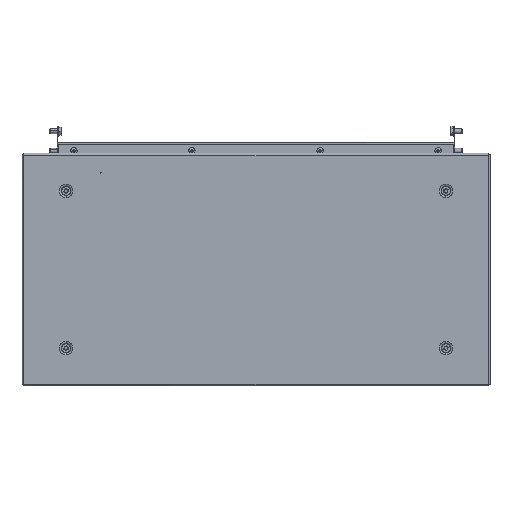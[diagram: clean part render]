
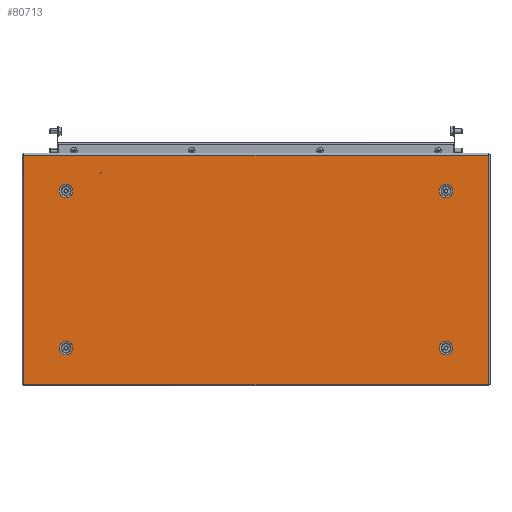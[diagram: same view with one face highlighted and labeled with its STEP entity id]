
A CAD part, top view. The second image highlights one B-rep face of the part: STEP entity #80713.
In plain terms, the highlighted planar face has unit normal (0, 0, 1).
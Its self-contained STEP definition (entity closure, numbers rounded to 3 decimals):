
#1288 = DIRECTION ( 'NONE',  ( 0., -1., 0. ) ) ;
#1706 = FACE_BOUND ( 'NONE', #51656, .T. ) ;
#2183 = CARTESIAN_POINT ( 'NONE',  ( 241.5, 108.443, 0. ) ) ;
#2248 = EDGE_LOOP ( 'NONE', ( #49926, #13827 ) ) ;
#3013 = EDGE_LOOP ( 'NONE', ( #17277, #24129 ) ) ;
#4868 = AXIS2_PLACEMENT_3D ( 'NONE', #55882, #17715, #62355 ) ;
#4906 = CIRCLE ( 'NONE', #4868, 8.443 ) ;
#6442 = EDGE_LOOP ( 'NONE', ( #68648, #41440 ) ) ;
#6446 = CIRCLE ( 'NONE', #31273, 8.443 ) ;
#7345 = AXIS2_PLACEMENT_3D ( 'NONE', #10601, #66933, #42648 ) ;
#8893 = DIRECTION ( 'NONE',  ( -1., 0., 0. ) ) ;
#8997 = VECTOR ( 'NONE', #48598, 1000. ) ;
#9122 = CARTESIAN_POINT ( 'NONE',  ( -197.5, 123., 0. ) ) ;
#10118 = CARTESIAN_POINT ( 'NONE',  ( 295.1, -146.529, 0. ) ) ;
#10601 = CARTESIAN_POINT ( 'NONE',  ( 241.5, 100., 0. ) ) ;
#12264 = AXIS2_PLACEMENT_3D ( 'NONE', #43614, #56135, #43348 ) ;
#12602 = EDGE_CURVE ( 'NONE', #82417, #33410, #37381, .T. ) ;
#13685 = DIRECTION ( 'NONE',  ( 0., 1., 0. ) ) ;
#13824 = CARTESIAN_POINT ( 'NONE',  ( 295.1, 145.6, 0. ) ) ;
#13827 = ORIENTED_EDGE ( 'NONE', *, *, #58414, .F. ) ;
#15263 = DIRECTION ( 'NONE',  ( 0., 0., -1. ) ) ;
#15580 = DIRECTION ( 'NONE',  ( 0., 0., 1. ) ) ;
#15893 = VERTEX_POINT ( 'NONE', #69750 ) ;
#16867 = EDGE_CURVE ( 'NONE', #50246, #58973, #55897, .T. ) ;
#17255 = CARTESIAN_POINT ( 'NONE',  ( -197., 123., 0. ) ) ;
#17277 = ORIENTED_EDGE ( 'NONE', *, *, #51018, .F. ) ;
#17451 = AXIS2_PLACEMENT_3D ( 'NONE', #78110, #58087, #33335 ) ;
#17496 = CARTESIAN_POINT ( 'NONE',  ( -295.1, -145.6, 0. ) ) ;
#17580 = CARTESIAN_POINT ( 'NONE',  ( -295.1, 145.6, 0. ) ) ;
#17715 = DIRECTION ( 'NONE',  ( 0., 0., 1. ) ) ;
#18337 = CARTESIAN_POINT ( 'NONE',  ( -296.029, -145.6, 0. ) ) ;
#18675 = FACE_BOUND ( 'NONE', #61870, .T. ) ;
#19044 = ORIENTED_EDGE ( 'NONE', *, *, #49795, .T. ) ;
#20959 = CIRCLE ( 'NONE', #67776, 0.5 ) ;
#21477 = VECTOR ( 'NONE', #8893, 1000. ) ;
#22061 = DIRECTION ( 'NONE',  ( 0., 0., 1. ) ) ;
#23840 = DIRECTION ( 'NONE',  ( 1., 0., 0. ) ) ;
#24129 = ORIENTED_EDGE ( 'NONE', *, *, #33374, .F. ) ;
#25952 = AXIS2_PLACEMENT_3D ( 'NONE', #9122, #15263, #72633 ) ;
#26107 = VERTEX_POINT ( 'NONE', #60554 ) ;
#26958 = CIRCLE ( 'NONE', #47065, 8.443 ) ;
#26967 = CIRCLE ( 'NONE', #75326, 8.443 ) ;
#27238 = ORIENTED_EDGE ( 'NONE', *, *, #12602, .T. ) ;
#27500 = CARTESIAN_POINT ( 'NONE',  ( -241.5, 108.443, 0. ) ) ;
#27865 = ORIENTED_EDGE ( 'NONE', *, *, #36935, .T. ) ;
#29342 = VERTEX_POINT ( 'NONE', #80326 ) ;
#30081 = DIRECTION ( 'NONE',  ( 1., 0., 0. ) ) ;
#30800 = VERTEX_POINT ( 'NONE', #40194 ) ;
#31197 = DIRECTION ( 'NONE',  ( -1., 0., 0. ) ) ;
#31273 = AXIS2_PLACEMENT_3D ( 'NONE', #81602, #82427, #62725 ) ;
#31441 = ORIENTED_EDGE ( 'NONE', *, *, #72977, .T. ) ;
#31659 = FACE_BOUND ( 'NONE', #6442, .T. ) ;
#31838 = EDGE_LOOP ( 'NONE', ( #66997, #19044, #60689, #31441 ) ) ;
#32386 = CARTESIAN_POINT ( 'NONE',  ( -241.5, 100., 0. ) ) ;
#33335 = DIRECTION ( 'NONE',  ( 0., 1., 0. ) ) ;
#33374 = EDGE_CURVE ( 'NONE', #30800, #58755, #4906, .T. ) ;
#33410 = VERTEX_POINT ( 'NONE', #57507 ) ;
#36935 = EDGE_CURVE ( 'NONE', #33410, #82417, #20959, .T. ) ;
#37154 = VERTEX_POINT ( 'NONE', #27500 ) ;
#37381 = CIRCLE ( 'NONE', #25952, 0.5 ) ;
#37883 = CARTESIAN_POINT ( 'NONE',  ( -197.5, 123., 0. ) ) ;
#40194 = CARTESIAN_POINT ( 'NONE',  ( 241.5, 91.557, 0. ) ) ;
#40699 = CARTESIAN_POINT ( 'NONE',  ( 241.5, -100., 0. ) ) ;
#41440 = ORIENTED_EDGE ( 'NONE', *, *, #63408, .F. ) ;
#42127 = DIRECTION ( 'NONE',  ( 0., 1., 0. ) ) ;
#42648 = DIRECTION ( 'NONE',  ( 0., 1., 0. ) ) ;
#42771 = EDGE_CURVE ( 'NONE', #81852, #26107, #51312, .T. ) ;
#43348 = DIRECTION ( 'NONE',  ( 0., 1., 0. ) ) ;
#43614 = CARTESIAN_POINT ( 'NONE',  ( -241.5, 100., 0. ) ) ;
#45566 = EDGE_CURVE ( 'NONE', #26107, #81852, #6446, .T. ) ;
#47065 = AXIS2_PLACEMENT_3D ( 'NONE', #32386, #51583, #13685 ) ;
#47957 = ORIENTED_EDGE ( 'NONE', *, *, #45566, .F. ) ;
#48598 = DIRECTION ( 'NONE',  ( 0., 1., 0. ) ) ;
#49291 = AXIS2_PLACEMENT_3D ( 'NONE', #40699, #15580, #72139 ) ;
#49795 = EDGE_CURVE ( 'NONE', #58973, #52479, #68901, .T. ) ;
#49926 = ORIENTED_EDGE ( 'NONE', *, *, #68505, .F. ) ;
#50246 = VERTEX_POINT ( 'NONE', #17580 ) ;
#51018 = EDGE_CURVE ( 'NONE', #58755, #30800, #62522, .T. ) ;
#51312 = CIRCLE ( 'NONE', #17451, 8.443 ) ;
#51583 = DIRECTION ( 'NONE',  ( 0., 0., 1. ) ) ;
#51656 = EDGE_LOOP ( 'NONE', ( #68686, #47957 ) ) ;
#52479 = VERTEX_POINT ( 'NONE', #82107 ) ;
#53879 = CARTESIAN_POINT ( 'NONE',  ( 241.5, -108.443, 0. ) ) ;
#55882 = CARTESIAN_POINT ( 'NONE',  ( 241.5, 100., 0. ) ) ;
#55897 = LINE ( 'NONE', #65140, #67893 ) ;
#56118 = CARTESIAN_POINT ( 'NONE',  ( 0., 0., 0. ) ) ;
#56135 = DIRECTION ( 'NONE',  ( 0., 0., 1. ) ) ;
#56880 = EDGE_CURVE ( 'NONE', #37154, #15893, #63104, .T. ) ;
#57507 = CARTESIAN_POINT ( 'NONE',  ( -198., 123., 0. ) ) ;
#58087 = DIRECTION ( 'NONE',  ( 0., 0., 1. ) ) ;
#58105 = EDGE_CURVE ( 'NONE', #52479, #75124, #61874, .T. ) ;
#58414 = EDGE_CURVE ( 'NONE', #76143, #29342, #26967, .T. ) ;
#58491 = CARTESIAN_POINT ( 'NONE',  ( 296.029, 145.6, 0. ) ) ;
#58755 = VERTEX_POINT ( 'NONE', #2183 ) ;
#58973 = VERTEX_POINT ( 'NONE', #17496 ) ;
#60554 = CARTESIAN_POINT ( 'NONE',  ( -241.5, -108.443, 0. ) ) ;
#60689 = ORIENTED_EDGE ( 'NONE', *, *, #58105, .T. ) ;
#61870 = EDGE_LOOP ( 'NONE', ( #27865, #27238 ) ) ;
#61874 = LINE ( 'NONE', #10118, #8997 ) ;
#62355 = DIRECTION ( 'NONE',  ( 0., 1., 0. ) ) ;
#62411 = DIRECTION ( 'NONE',  ( 0., 0., -1. ) ) ;
#62522 = CIRCLE ( 'NONE', #7345, 8.443 ) ;
#62725 = DIRECTION ( 'NONE',  ( 0., 1., 0. ) ) ;
#63104 = CIRCLE ( 'NONE', #12264, 8.443 ) ;
#63408 = EDGE_CURVE ( 'NONE', #15893, #37154, #26958, .T. ) ;
#63565 = FACE_OUTER_BOUND ( 'NONE', #31838, .T. ) ;
#65140 = CARTESIAN_POINT ( 'NONE',  ( -295.1, 146.529, 0. ) ) ;
#65398 = AXIS2_PLACEMENT_3D ( 'NONE', #56118, #81460, #23840 ) ;
#66506 = FACE_BOUND ( 'NONE', #3013, .T. ) ;
#66933 = DIRECTION ( 'NONE',  ( 0., 0., 1. ) ) ;
#66997 = ORIENTED_EDGE ( 'NONE', *, *, #16867, .T. ) ;
#67776 = AXIS2_PLACEMENT_3D ( 'NONE', #37883, #62411, #31197 ) ;
#67893 = VECTOR ( 'NONE', #1288, 1000. ) ;
#68505 = EDGE_CURVE ( 'NONE', #29342, #76143, #76075, .T. ) ;
#68648 = ORIENTED_EDGE ( 'NONE', *, *, #56880, .F. ) ;
#68686 = ORIENTED_EDGE ( 'NONE', *, *, #42771, .F. ) ;
#68901 = LINE ( 'NONE', #18337, #77789 ) ;
#68925 = CARTESIAN_POINT ( 'NONE',  ( -241.5, -91.557, 0. ) ) ;
#69750 = CARTESIAN_POINT ( 'NONE',  ( -241.5, 91.557, 0. ) ) ;
#71361 = LINE ( 'NONE', #58491, #21477 ) ;
#72139 = DIRECTION ( 'NONE',  ( 0., 1., 0. ) ) ;
#72633 = DIRECTION ( 'NONE',  ( -1., 0., 0. ) ) ;
#72977 = EDGE_CURVE ( 'NONE', #75124, #50246, #71361, .T. ) ;
#73043 = CARTESIAN_POINT ( 'NONE',  ( 241.5, -100., 0. ) ) ;
#75124 = VERTEX_POINT ( 'NONE', #13824 ) ;
#75326 = AXIS2_PLACEMENT_3D ( 'NONE', #73043, #22061, #42127 ) ;
#76075 = CIRCLE ( 'NONE', #49291, 8.443 ) ;
#76143 = VERTEX_POINT ( 'NONE', #53879 ) ;
#76429 = FACE_BOUND ( 'NONE', #2248, .T. ) ;
#77789 = VECTOR ( 'NONE', #30081, 1000. ) ;
#78110 = CARTESIAN_POINT ( 'NONE',  ( -241.5, -100., 0. ) ) ;
#80326 = CARTESIAN_POINT ( 'NONE',  ( 241.5, -91.557, 0. ) ) ;
#80713 = ADVANCED_FACE ( 'NONE', ( #18675, #76429, #1706, #66506, #31659, #63565 ), #81765, .T. ) ;
#81460 = DIRECTION ( 'NONE',  ( 0., 0., 1. ) ) ;
#81602 = CARTESIAN_POINT ( 'NONE',  ( -241.5, -100., 0. ) ) ;
#81765 = PLANE ( 'NONE',  #65398 ) ;
#81852 = VERTEX_POINT ( 'NONE', #68925 ) ;
#82107 = CARTESIAN_POINT ( 'NONE',  ( 295.1, -145.6, 0. ) ) ;
#82417 = VERTEX_POINT ( 'NONE', #17255 ) ;
#82427 = DIRECTION ( 'NONE',  ( 0., 0., 1. ) ) ;
